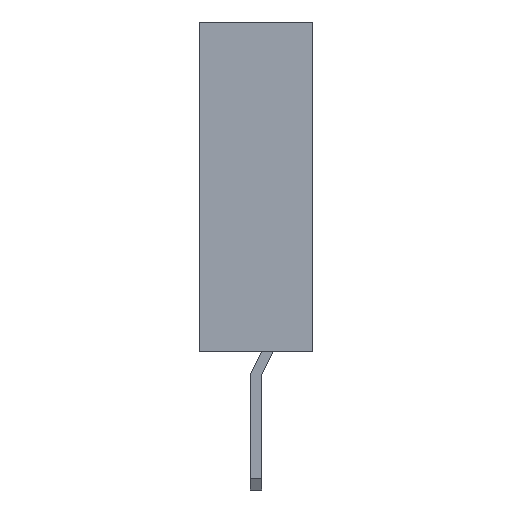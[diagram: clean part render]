
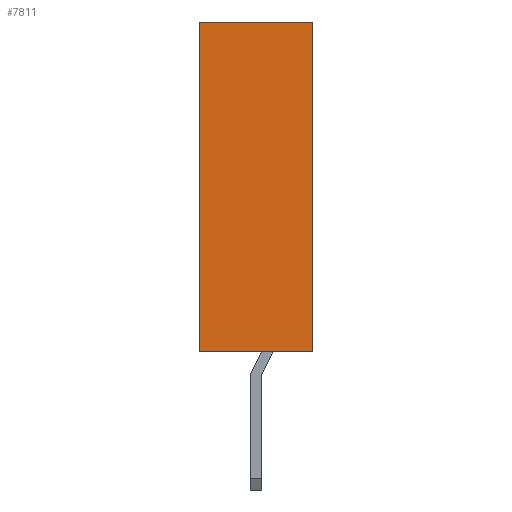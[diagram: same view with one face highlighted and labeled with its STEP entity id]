
A CAD part, left-side view. The second image highlights one B-rep face of the part: STEP entity #7811.
In plain terms, the highlighted planar face has unit normal (-1, 0, 0).
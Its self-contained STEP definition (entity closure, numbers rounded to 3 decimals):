
#7659=CARTESIAN_POINT('',(-1.27,1.27,7.366));
#7660=VERTEX_POINT('',#7659);
#7667=CARTESIAN_POINT('',(-1.27,-1.27,7.366));
#7668=VERTEX_POINT('',#7667);
#7669=CARTESIAN_POINT('',(-1.27,-1.27,7.366));
#7670=DIRECTION('',(0.0,1.0,0.0));
#7671=VECTOR('',#7670,2.54);
#7672=LINE('',#7669,#7671);
#7673=EDGE_CURVE('',#7668,#7660,#7672,.T.);
#7781=CARTESIAN_POINT('',(-1.27,-1.27,7.366));
#7782=DIRECTION('',(-1.0,0.0,0.0));
#7783=DIRECTION('',(0.0,0.0,1.0));
#7784=AXIS2_PLACEMENT_3D('',#7781,#7782,#7783);
#7785=PLANE('',#7784);
#7786=CARTESIAN_POINT('',(-1.27,1.27,0.));
#7787=VERTEX_POINT('',#7786);
#7788=CARTESIAN_POINT('',(-1.27,1.27,7.366));
#7789=DIRECTION('',(0.0,0.0,-1.0));
#7790=VECTOR('',#7789,7.366);
#7791=LINE('',#7788,#7790);
#7792=EDGE_CURVE('',#7660,#7787,#7791,.T.);
#7793=ORIENTED_EDGE('',*,*,#7792,.T.);
#7794=CARTESIAN_POINT('',(-1.27,-1.27,0.));
#7795=VERTEX_POINT('',#7794);
#7796=CARTESIAN_POINT('',(-1.27,-1.27,0.));
#7797=DIRECTION('',(0.0,1.0,0.0));
#7798=VECTOR('',#7797,2.54);
#7799=LINE('',#7796,#7798);
#7800=EDGE_CURVE('',#7795,#7787,#7799,.T.);
#7801=ORIENTED_EDGE('',*,*,#7800,.F.);
#7802=CARTESIAN_POINT('',(-1.27,-1.27,7.366));
#7803=DIRECTION('',(0.0,0.0,-1.0));
#7804=VECTOR('',#7803,7.366);
#7805=LINE('',#7802,#7804);
#7806=EDGE_CURVE('',#7668,#7795,#7805,.T.);
#7807=ORIENTED_EDGE('',*,*,#7806,.F.);
#7808=ORIENTED_EDGE('',*,*,#7673,.T.);
#7809=EDGE_LOOP('',(#7793,#7801,#7807,#7808));
#7810=FACE_OUTER_BOUND('',#7809,.T.);
#7811=ADVANCED_FACE('',(#7810),#7785,.T.);
